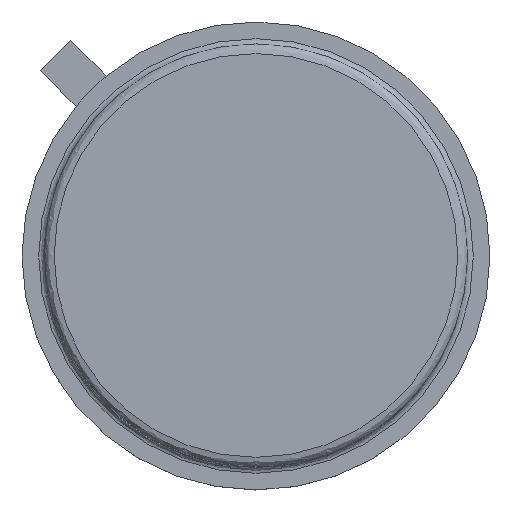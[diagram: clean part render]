
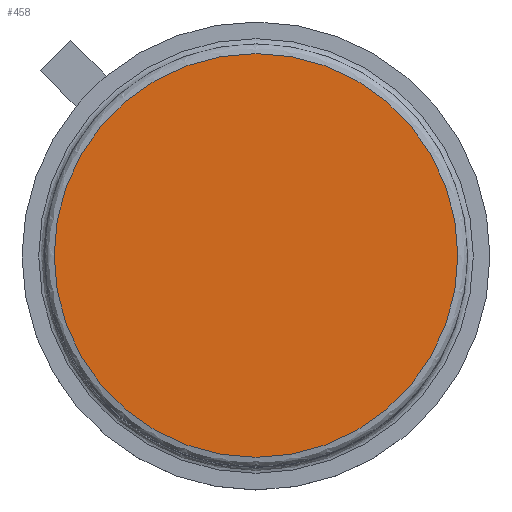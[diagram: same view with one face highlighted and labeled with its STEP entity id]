
A CAD part, top view. The second image highlights one B-rep face of the part: STEP entity #458.
In plain terms, the highlighted planar face has unit normal (0, 0, 1).
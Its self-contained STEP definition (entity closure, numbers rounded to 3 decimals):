
#432 = EDGE_CURVE('',#433,#433,#435,.T.);
#433 = VERTEX_POINT('',#434);
#434 = CARTESIAN_POINT('',(-1.515,0.,11.6));
#435 = CIRCLE('',#436,4.055);
#436 = AXIS2_PLACEMENT_3D('',#437,#438,#439);
#437 = CARTESIAN_POINT('',(2.54,0.,11.6));
#438 = DIRECTION('',(0.,0.,1.));
#439 = DIRECTION('',(-1.,0.,0.));
#458 = ADVANCED_FACE('',(#459),#462,.T.);
#459 = FACE_BOUND('',#460,.T.);
#460 = EDGE_LOOP('',(#461));
#461 = ORIENTED_EDGE('',*,*,#432,.T.);
#462 = PLANE('',#463);
#463 = AXIS2_PLACEMENT_3D('',#464,#465,#466);
#464 = CARTESIAN_POINT('',(2.54,0.,11.6));
#465 = DIRECTION('',(0.,0.,1.));
#466 = DIRECTION('',(-1.,0.,0.));
